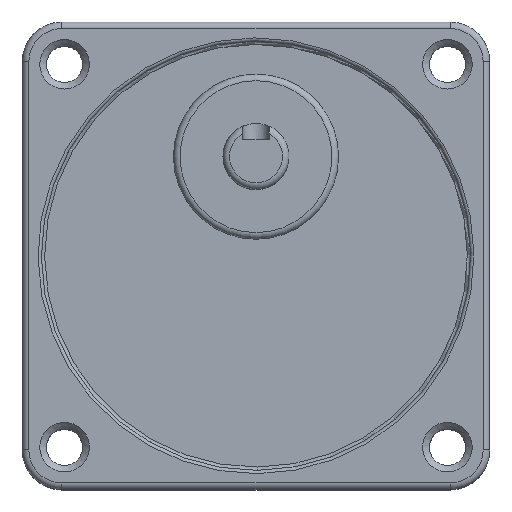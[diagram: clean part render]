
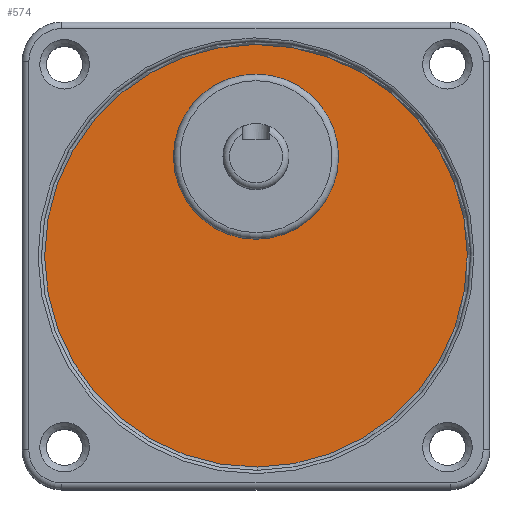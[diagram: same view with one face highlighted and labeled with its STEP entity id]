
A CAD part, top view. The second image highlights one B-rep face of the part: STEP entity #574.
In plain terms, the highlighted planar face has unit normal (0, 0, 1).
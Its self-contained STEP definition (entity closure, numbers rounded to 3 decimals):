
#118=ORIENTED_EDGE('',*,*,#266,.F.);
#266=EDGE_CURVE('',#340,#340,#393,.T.);
#340=VERTEX_POINT('',#926);
#393=CIRCLE('',#641,32.);
#435=EDGE_LOOP('',(#118));
#498=FACE_BOUND('',#435,.T.);
#561=PLANE('',#640);
#574=ADVANCED_FACE('',(#498),#561,.T.);
#640=AXIS2_PLACEMENT_3D('',#924,#726,#727);
#641=AXIS2_PLACEMENT_3D('',#925,#728,#729);
#726=DIRECTION('',(0.,0.,1.));
#727=DIRECTION('',(1.,0.,0.));
#728=DIRECTION('',(0.,0.,-1.));
#729=DIRECTION('',(-1.,0.,0.));
#924=CARTESIAN_POINT('',(0.,0.,41.));
#925=CARTESIAN_POINT('',(0.,0.,41.));
#926=CARTESIAN_POINT('',(-32.,0.,41.));
